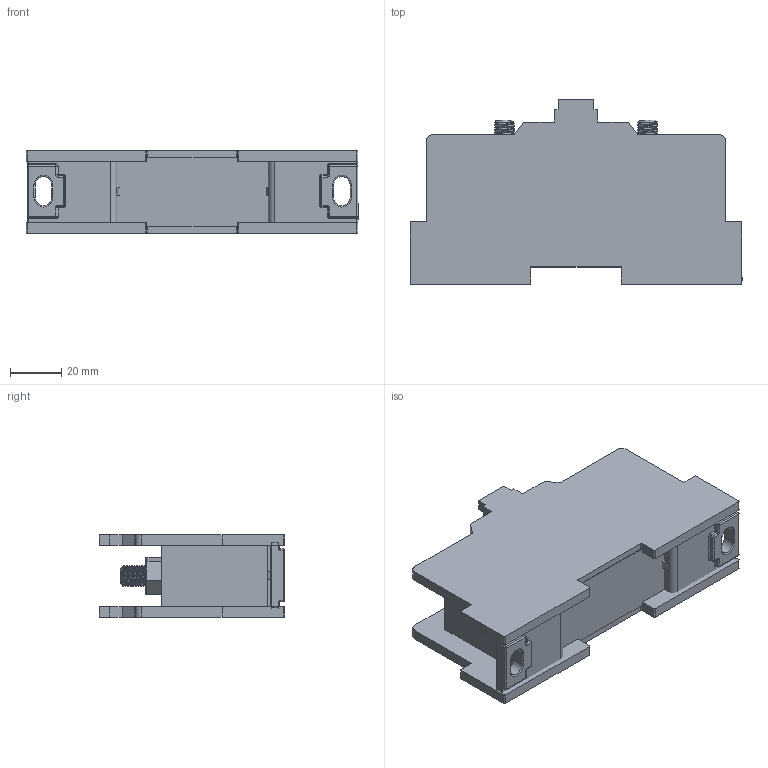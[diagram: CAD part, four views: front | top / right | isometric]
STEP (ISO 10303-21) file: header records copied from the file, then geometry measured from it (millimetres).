
FILE_DESCRIPTION( ( 'Unknown' ), '1' );
FILE_NAME( 'PTB70-95.stp', 'Unknown', ( 'Unknown' ), ( 'Unknown' ), 'PSStep 14.0', 'Unknown', ' ' );
FILE_SCHEMA( ( 'AUTOMOTIVE_DESIGN { 1 0 10303 214 1 1 1 1 }' ) );
Length unit declared in the file: millimetre
Products named in the file (7): 1; 2; 3; 4; 5; 6; 7
Bounding box: 130 x 72.5 x 32.2 mm (x, y, z)
Volume: 171567.6 mm3; surface area: 42560 mm2
Topology: 7 solids, 7 shells, 564 faces, 1516 edges, 920 vertices
Faces by surface type: cylinder 272, plane 170, torus 56, sphere 48, bspline 8, cone 6, revolution 4
Full cylindrical faces by diameter (mm): 8 x58
Entity records: 36352 total; most frequent: CARTESIAN_POINT 12801, DIRECTION 2628, ORIENTED_EDGE 2572, PRESENTATION_STYLE_ASSIGNMENT 2018, COLOUR_RGB 2018, STYLED_ITEM 1584, CURVE_STYLE 1510, DRAUGHTING_PRE_DEFINED_CURVE_FONT 1510
